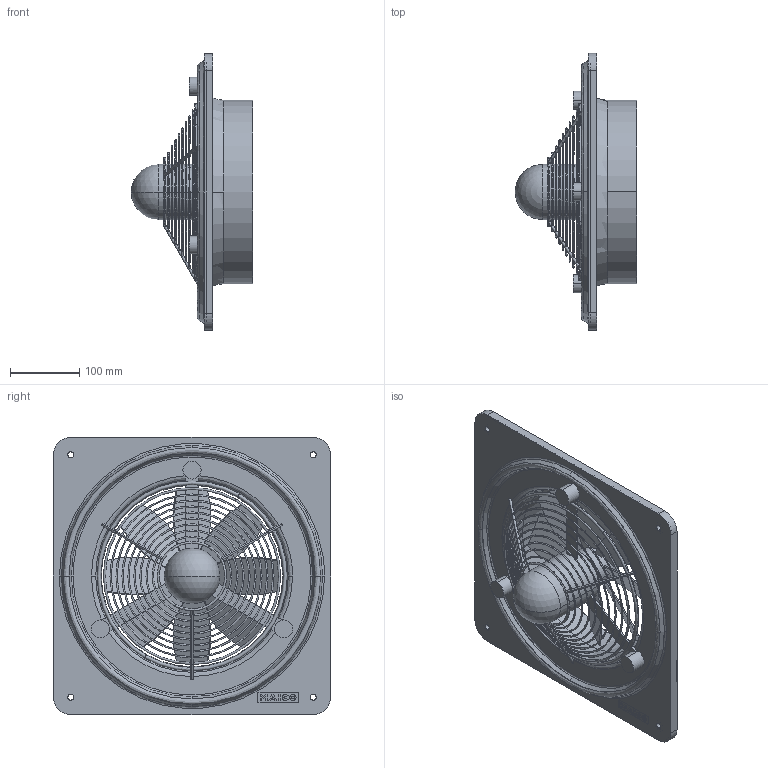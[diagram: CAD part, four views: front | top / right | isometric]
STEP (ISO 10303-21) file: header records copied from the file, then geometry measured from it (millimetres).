
FILE_DESCRIPTION (( 'STEP AP214' ), '1' );
FILE_NAME ('0083.0486.STEP', '2015-02-07T13:31:25', ( '' ), ( '' ), 'SwSTEP 2.0', 'SolidWorks 2013', '' );
FILE_SCHEMA (( 'AUTOMOTIVE_DESIGN' ));
Length unit declared in the file: millimetre
Products named in the file (1): 0083.0486
Bounding box: 175.5 x 400 x 400 mm (x, y, z)
Volume: 1117000.7 mm3; surface area: 587043.2 mm2
Topology: 1 solids, 1 shells, 339 faces, 920 edges, 595 vertices
Faces by surface type: plane 118, cylinder 81, torus 80, bspline 40, cone 16, sphere 4
Entity records: 19902 total; most frequent: CARTESIAN_POINT 7856, ORIENTED_EDGE 1832, DIRECTION 1596, EDGE_CURVE 916, AXIS2_PLACEMENT_3D 669, VERTEX_POINT 593, EDGE_LOOP 439, CIRCLE 369
